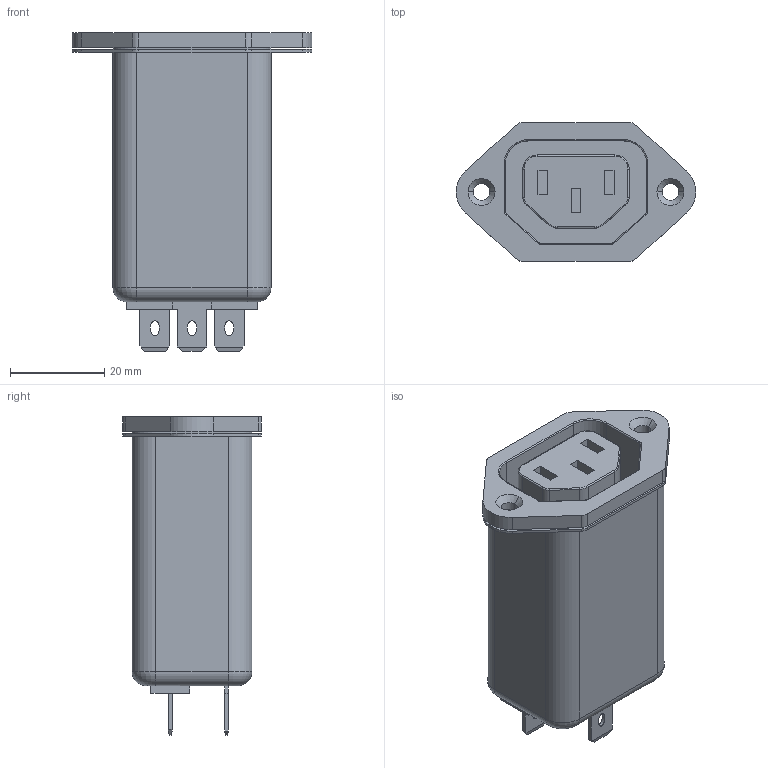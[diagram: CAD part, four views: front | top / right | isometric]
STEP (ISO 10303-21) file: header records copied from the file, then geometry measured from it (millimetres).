
FILE_DESCRIPTION (( 'STEP AP203' ), '1' );
FILE_NAME ('83550040.STEP', '2007-07-27T18:28:27', ( ' ' ), ( ' ' ), 'SwSTEP 2.0', 'SolidWorks 2007', '' );
FILE_SCHEMA (( 'CONFIG_CONTROL_DESIGN' ));
Length unit declared in the file: millimetre
Products named in the file (1): 83550040
Bounding box: 50.8 x 29.4 x 67.5 mm (x, y, z)
Volume: 42666.7 mm3; surface area: 13643 mm2
Topology: 1 solids, 1 shells, 179 faces, 462 edges, 296 vertices
Faces by surface type: plane 95, cylinder 58, torus 16, bspline 6, cone 4
Entity records: 5561 total; most frequent: CARTESIAN_POINT 1036, DIRECTION 932, ORIENTED_EDGE 924, EDGE_CURVE 462, AXIS2_PLACEMENT_3D 312, VECTOR 308, LINE 308, VERTEX_POINT 296
